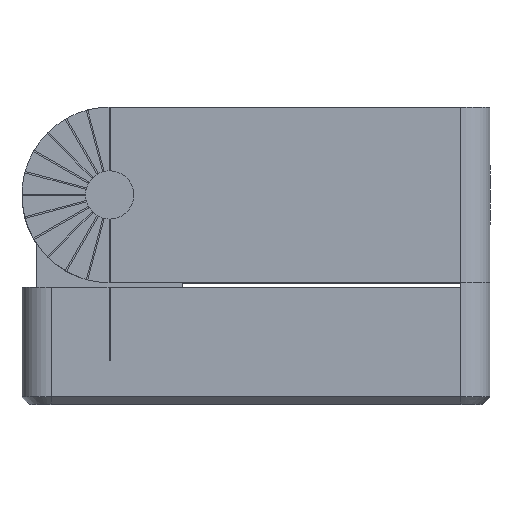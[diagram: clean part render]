
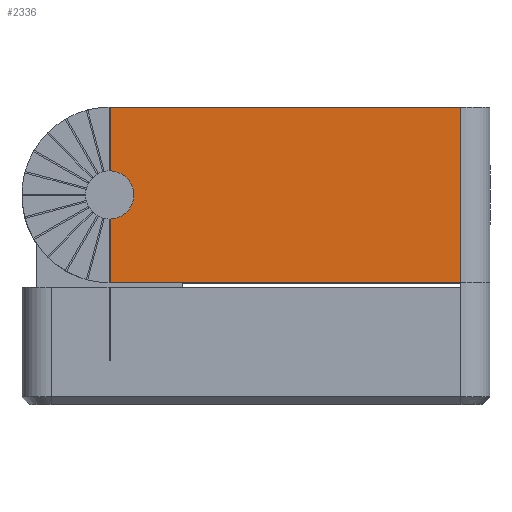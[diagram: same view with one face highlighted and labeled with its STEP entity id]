
A CAD part, top view. The second image highlights one B-rep face of the part: STEP entity #2336.
In plain terms, the highlighted planar face has unit normal (0, 0, 1).
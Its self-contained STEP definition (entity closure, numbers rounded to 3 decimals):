
#346 = AXIS2_PLACEMENT_3D ( 'NONE', #4011, #10259, #16804 ) ;
#736 = EDGE_CURVE ( 'NONE', #2479, #11733, #7574, .T. ) ;
#827 = EDGE_CURVE ( 'NONE', #20651, #882, #9172, .T. ) ;
#875 = CARTESIAN_POINT ( 'NONE',  ( 13.227, 13.32, 16. ) ) ;
#882 = VERTEX_POINT ( 'NONE', #5179 ) ;
#1681 = CARTESIAN_POINT ( 'NONE',  ( -16.773, 1.32, 16. ) ) ;
#2226 = AXIS2_PLACEMENT_3D ( 'NONE', #2939, #9497, #20999 ) ;
#2336 = ADVANCED_FACE ( 'NONE', ( #14213 ), #11118, .F. ) ;
#2479 = VERTEX_POINT ( 'NONE', #10547 ) ;
#2876 = LINE ( 'NONE', #19211, #18661 ) ;
#2939 = CARTESIAN_POINT ( 'NONE',  ( -16.773, 13.32, 16. ) ) ;
#3269 = EDGE_CURVE ( 'NONE', #11733, #20651, #10682, .T. ) ;
#3359 = DIRECTION ( 'NONE',  ( 0., 0., 1. ) ) ;
#3916 = CARTESIAN_POINT ( 'NONE',  ( -10.723, 13.32, 16. ) ) ;
#4011 = CARTESIAN_POINT ( 'NONE',  ( -10.773, 7.32, 16. ) ) ;
#4870 = DIRECTION ( 'NONE',  ( -1., 0., 0. ) ) ;
#5014 = DIRECTION ( 'NONE',  ( 1., 0., 0. ) ) ;
#5179 = CARTESIAN_POINT ( 'NONE',  ( 13.227, 13.32, 16. ) ) ;
#5508 = LINE ( 'NONE', #875, #8843 ) ;
#5604 = VERTEX_POINT ( 'NONE', #11014 ) ;
#5651 = EDGE_CURVE ( 'NONE', #17687, #2479, #21074, .T. ) ;
#5827 = ORIENTED_EDGE ( 'NONE', *, *, #3269, .F. ) ;
#5968 = AXIS2_PLACEMENT_3D ( 'NONE', #8529, #3359, #4870 ) ;
#6054 = CARTESIAN_POINT ( 'NONE',  ( -16.773, 13.32, 16. ) ) ;
#6413 = ORIENTED_EDGE ( 'NONE', *, *, #5651, .F. ) ;
#6570 = CARTESIAN_POINT ( 'NONE',  ( -10.723, 13.32, 16. ) ) ;
#6775 = VECTOR ( 'NONE', #5014, 1000. ) ;
#7486 = VECTOR ( 'NONE', #12508, 1000. ) ;
#7574 = CIRCLE ( 'NONE', #346, 1.65 ) ;
#7590 = ORIENTED_EDGE ( 'NONE', *, *, #15672, .F. ) ;
#7716 = CARTESIAN_POINT ( 'NONE',  ( -10.723, 8.97, 16. ) ) ;
#8529 = CARTESIAN_POINT ( 'NONE',  ( -10.773, 7.32, 16. ) ) ;
#8820 = VERTEX_POINT ( 'NONE', #10771 ) ;
#8843 = VECTOR ( 'NONE', #12171, 1000. ) ;
#9172 = LINE ( 'NONE', #6054, #19231 ) ;
#9497 = DIRECTION ( 'NONE',  ( 0., 0., -1. ) ) ;
#10259 = DIRECTION ( 'NONE',  ( 0., 0., 1. ) ) ;
#10547 = CARTESIAN_POINT ( 'NONE',  ( -9.123, 7.32, 16. ) ) ;
#10682 = LINE ( 'NONE', #3916, #7486 ) ;
#10771 = CARTESIAN_POINT ( 'NONE',  ( 13.227, 1.32, 16. ) ) ;
#11014 = CARTESIAN_POINT ( 'NONE',  ( -10.723, 1.32, 16. ) ) ;
#11118 = PLANE ( 'NONE',  #2226 ) ;
#11243 = EDGE_LOOP ( 'NONE', ( #5827, #14723, #6413, #13257, #15527, #7590, #17623 ) ) ;
#11733 = VERTEX_POINT ( 'NONE', #7716 ) ;
#11768 = EDGE_CURVE ( 'NONE', #5604, #17687, #2876, .T. ) ;
#12171 = DIRECTION ( 'NONE',  ( 0., -1., 0. ) ) ;
#12508 = DIRECTION ( 'NONE',  ( 0., 1., 0. ) ) ;
#13257 = ORIENTED_EDGE ( 'NONE', *, *, #11768, .F. ) ;
#14213 = FACE_OUTER_BOUND ( 'NONE', #11243, .T. ) ;
#14444 = CARTESIAN_POINT ( 'NONE',  ( -10.723, 5.671, 16. ) ) ;
#14574 = LINE ( 'NONE', #1681, #6775 ) ;
#14723 = ORIENTED_EDGE ( 'NONE', *, *, #736, .F. ) ;
#15527 = ORIENTED_EDGE ( 'NONE', *, *, #15581, .T. ) ;
#15581 = EDGE_CURVE ( 'NONE', #5604, #8820, #14574, .T. ) ;
#15672 = EDGE_CURVE ( 'NONE', #882, #8820, #5508, .T. ) ;
#16804 = DIRECTION ( 'NONE',  ( -1., 0., 0. ) ) ;
#17596 = DIRECTION ( 'NONE',  ( 0., 1., 0. ) ) ;
#17623 = ORIENTED_EDGE ( 'NONE', *, *, #827, .F. ) ;
#17687 = VERTEX_POINT ( 'NONE', #14444 ) ;
#18661 = VECTOR ( 'NONE', #17596, 1000. ) ;
#19167 = DIRECTION ( 'NONE',  ( 1., 0., 0. ) ) ;
#19211 = CARTESIAN_POINT ( 'NONE',  ( -10.723, 13.32, 16. ) ) ;
#19231 = VECTOR ( 'NONE', #19167, 1000. ) ;
#20651 = VERTEX_POINT ( 'NONE', #6570 ) ;
#20999 = DIRECTION ( 'NONE',  ( 0., -1., 0. ) ) ;
#21074 = CIRCLE ( 'NONE', #5968, 1.65 ) ;
